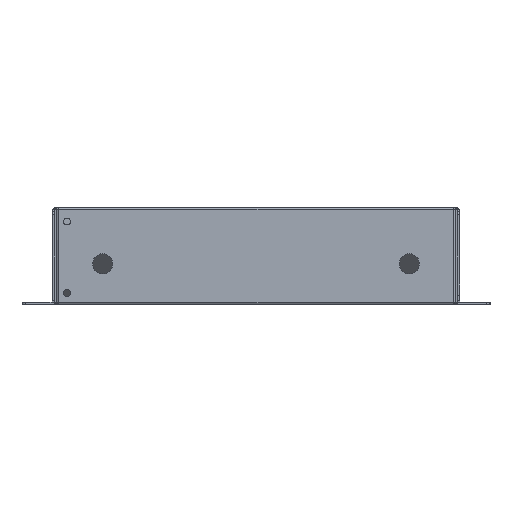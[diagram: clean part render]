
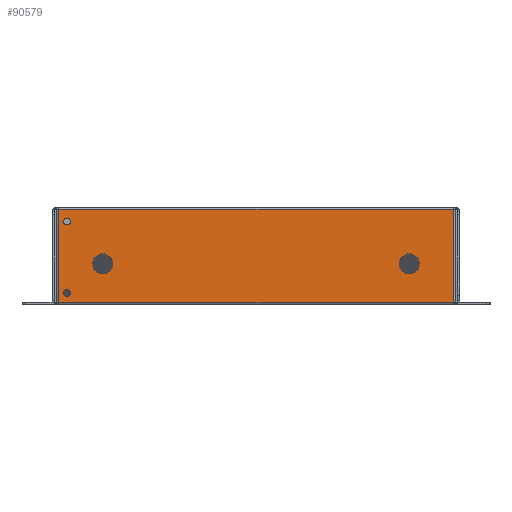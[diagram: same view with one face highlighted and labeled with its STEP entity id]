
A CAD part, front view. The second image highlights one B-rep face of the part: STEP entity #90579.
In plain terms, the highlighted planar face has unit normal (0, -1, 0).
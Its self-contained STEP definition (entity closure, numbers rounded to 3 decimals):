
#196 = CIRCLE ( 'NONE', #109317, 6.25 ) ;
#1489 = VERTEX_POINT ( 'NONE', #36472 ) ;
#2087 = LINE ( 'NONE', #99918, #70992 ) ;
#2549 = EDGE_CURVE ( 'NONE', #17267, #67143, #24545, .T. ) ;
#6006 = CIRCLE ( 'NONE', #103869, 6.25 ) ;
#6056 = CARTESIAN_POINT ( 'NONE',  ( 121.682, -508.689, -50.124 ) ) ;
#7736 = CARTESIAN_POINT ( 'NONE',  ( 113.799, -508.689, 3.448 ) ) ;
#7879 = EDGE_LOOP ( 'NONE', ( #82796, #57888 ) ) ;
#9415 = CIRCLE ( 'NONE', #24460, 2.1 ) ;
#10354 = CARTESIAN_POINT ( 'NONE',  ( 143.799, -508.689, -29.952 ) ) ;
#10484 = FACE_BOUND ( 'NONE', #113305, .T. ) ;
#12840 = EDGE_CURVE ( 'NONE', #83077, #1489, #70687, .T. ) ;
#12887 = EDGE_CURVE ( 'NONE', #91914, #68184, #25402, .T. ) ;
#17267 = VERTEX_POINT ( 'NONE', #48659 ) ;
#18051 = DIRECTION ( 'NONE',  ( 0., 1., 0. ) ) ;
#18351 = CARTESIAN_POINT ( 'NONE',  ( 121.679, -508.689, -5.824 ) ) ;
#18829 = EDGE_CURVE ( 'NONE', #48872, #30032, #87883, .T. ) ;
#19016 = CARTESIAN_POINT ( 'NONE',  ( 143.799, -508.689, -36.202 ) ) ;
#19173 = ORIENTED_EDGE ( 'NONE', *, *, #107135, .T. ) ;
#21363 = CARTESIAN_POINT ( 'NONE',  ( 333.799, -508.689, -36.202 ) ) ;
#22292 = CARTESIAN_POINT ( 'NONE',  ( 143.799, -508.689, -23.702 ) ) ;
#23548 = EDGE_CURVE ( 'NONE', #27560, #86727, #196, .T. ) ;
#24460 = AXIS2_PLACEMENT_3D ( 'NONE', #61438, #72033, #98558 ) ;
#24545 = CIRCLE ( 'NONE', #81056, 6.25 ) ;
#25402 = CIRCLE ( 'NONE', #46087, 2.1 ) ;
#25994 = LINE ( 'NONE', #7736, #104988 ) ;
#26870 = ORIENTED_EDGE ( 'NONE', *, *, #23548, .T. ) ;
#27025 = EDGE_CURVE ( 'NONE', #50372, #99893, #63674, .T. ) ;
#27560 = VERTEX_POINT ( 'NONE', #19016 ) ;
#27712 = CARTESIAN_POINT ( 'NONE',  ( 116.499, -508.689, 3.448 ) ) ;
#28751 = FACE_BOUND ( 'NONE', #95448, .T. ) ;
#29417 = CIRCLE ( 'NONE', #63236, 2.1 ) ;
#30032 = VERTEX_POINT ( 'NONE', #74472 ) ;
#30962 = DIRECTION ( 'NONE',  ( 0., 1., 0. ) ) ;
#31407 = DIRECTION ( 'NONE',  ( 0., 1., 0. ) ) ;
#31851 = DIRECTION ( 'NONE',  ( 0., -1., 0. ) ) ;
#33938 = EDGE_LOOP ( 'NONE', ( #86300, #90934, #44954, #73571 ) ) ;
#35443 = EDGE_CURVE ( 'NONE', #30032, #48872, #9415, .T. ) ;
#36472 = CARTESIAN_POINT ( 'NONE',  ( 361.099, -508.69, 3.448 ) ) ;
#37041 = AXIS2_PLACEMENT_3D ( 'NONE', #54036, #90017, #81730 ) ;
#37707 = DIRECTION ( 'NONE',  ( 0., 0., -1. ) ) ;
#41247 = DIRECTION ( 'NONE',  ( 0., 0., -1. ) ) ;
#41302 = ORIENTED_EDGE ( 'NONE', *, *, #35443, .F. ) ;
#41441 = CARTESIAN_POINT ( 'NONE',  ( 116.499, -508.689, 3.448 ) ) ;
#41549 = CARTESIAN_POINT ( 'NONE',  ( 333.799, -508.689, -29.952 ) ) ;
#41815 = CARTESIAN_POINT ( 'NONE',  ( 361.099, -508.69, -53.631 ) ) ;
#44954 = ORIENTED_EDGE ( 'NONE', *, *, #27025, .T. ) ;
#46087 = AXIS2_PLACEMENT_3D ( 'NONE', #106640, #105490, #41247 ) ;
#46112 = CARTESIAN_POINT ( 'NONE',  ( 121.679, -508.689, -1.624 ) ) ;
#46430 = PLANE ( 'NONE',  #116149 ) ;
#48659 = CARTESIAN_POINT ( 'NONE',  ( 333.799, -508.689, -23.702 ) ) ;
#48872 = VERTEX_POINT ( 'NONE', #6056 ) ;
#49012 = EDGE_LOOP ( 'NONE', ( #74986, #53372 ) ) ;
#49490 = CARTESIAN_POINT ( 'NONE',  ( 361.099, -508.69, -53.602 ) ) ;
#50372 = VERTEX_POINT ( 'NONE', #41441 ) ;
#53157 = EDGE_CURVE ( 'NONE', #68184, #91914, #29417, .T. ) ;
#53372 = ORIENTED_EDGE ( 'NONE', *, *, #85749, .T. ) ;
#54036 = CARTESIAN_POINT ( 'NONE',  ( 121.682, -508.689, -48.024 ) ) ;
#57888 = ORIENTED_EDGE ( 'NONE', *, *, #53157, .F. ) ;
#61438 = CARTESIAN_POINT ( 'NONE',  ( 121.682, -508.689, -48.024 ) ) ;
#62969 = FACE_BOUND ( 'NONE', #7879, .T. ) ;
#63236 = AXIS2_PLACEMENT_3D ( 'NONE', #76075, #31851, #111473 ) ;
#63674 = LINE ( 'NONE', #27712, #73707 ) ;
#65304 = FACE_OUTER_BOUND ( 'NONE', #33938, .T. ) ;
#66870 = CIRCLE ( 'NONE', #81953, 6.25 ) ;
#67143 = VERTEX_POINT ( 'NONE', #21363 ) ;
#68184 = VERTEX_POINT ( 'NONE', #46112 ) ;
#70687 = LINE ( 'NONE', #41815, #110073 ) ;
#70992 = VECTOR ( 'NONE', #73979, 1000. ) ;
#71326 = DIRECTION ( 'NONE',  ( 0., 0., 1. ) ) ;
#72033 = DIRECTION ( 'NONE',  ( 0., -1., 0. ) ) ;
#72638 = ORIENTED_EDGE ( 'NONE', *, *, #18829, .F. ) ;
#73563 = DIRECTION ( 'NONE',  ( 0., 1., 0. ) ) ;
#73571 = ORIENTED_EDGE ( 'NONE', *, *, #79533, .T. ) ;
#73707 = VECTOR ( 'NONE', #37707, 1000. ) ;
#73979 = DIRECTION ( 'NONE',  ( 1., 0., 0. ) ) ;
#74472 = CARTESIAN_POINT ( 'NONE',  ( 121.682, -508.689, -45.924 ) ) ;
#74986 = ORIENTED_EDGE ( 'NONE', *, *, #2549, .T. ) ;
#76075 = CARTESIAN_POINT ( 'NONE',  ( 121.679, -508.689, -3.724 ) ) ;
#78427 = DIRECTION ( 'NONE',  ( 0., 1., 0. ) ) ;
#78964 = DIRECTION ( 'NONE',  ( 0., 0., 1. ) ) ;
#79011 = CARTESIAN_POINT ( 'NONE',  ( 143.799, -508.689, -29.952 ) ) ;
#79533 = EDGE_CURVE ( 'NONE', #99893, #83077, #2087, .T. ) ;
#79570 = DIRECTION ( 'NONE',  ( 0., 0., 1. ) ) ;
#80316 = EDGE_CURVE ( 'NONE', #50372, #1489, #25994, .T. ) ;
#81056 = AXIS2_PLACEMENT_3D ( 'NONE', #112784, #31407, #79570 ) ;
#81730 = DIRECTION ( 'NONE',  ( 0., 0., -1. ) ) ;
#81953 = AXIS2_PLACEMENT_3D ( 'NONE', #10354, #18051, #91118 ) ;
#82427 = DIRECTION ( 'NONE',  ( 0., 0., 1. ) ) ;
#82796 = ORIENTED_EDGE ( 'NONE', *, *, #12887, .F. ) ;
#83077 = VERTEX_POINT ( 'NONE', #49490 ) ;
#85203 = DIRECTION ( 'NONE',  ( 0., 0., 1. ) ) ;
#85749 = EDGE_CURVE ( 'NONE', #67143, #17267, #6006, .T. ) ;
#86300 = ORIENTED_EDGE ( 'NONE', *, *, #12840, .T. ) ;
#86727 = VERTEX_POINT ( 'NONE', #22292 ) ;
#87883 = CIRCLE ( 'NONE', #37041, 2.1 ) ;
#90017 = DIRECTION ( 'NONE',  ( 0., -1., 0. ) ) ;
#90114 = FACE_BOUND ( 'NONE', #49012, .T. ) ;
#90579 = ADVANCED_FACE ( 'NONE', ( #62969, #28751, #10484, #90114, #65304 ), #46430, .F. ) ;
#90934 = ORIENTED_EDGE ( 'NONE', *, *, #80316, .F. ) ;
#91118 = DIRECTION ( 'NONE',  ( 0., 0., 1. ) ) ;
#91914 = VERTEX_POINT ( 'NONE', #18351 ) ;
#95448 = EDGE_LOOP ( 'NONE', ( #72638, #41302 ) ) ;
#95578 = DIRECTION ( 'NONE',  ( 1., 0., 0. ) ) ;
#98558 = DIRECTION ( 'NONE',  ( 0., 0., -1. ) ) ;
#99519 = CARTESIAN_POINT ( 'NONE',  ( 113.799, -508.689, 4.798 ) ) ;
#99893 = VERTEX_POINT ( 'NONE', #103126 ) ;
#99918 = CARTESIAN_POINT ( 'NONE',  ( 116.469, -508.689, -53.602 ) ) ;
#103126 = CARTESIAN_POINT ( 'NONE',  ( 116.499, -508.689, -53.602 ) ) ;
#103869 = AXIS2_PLACEMENT_3D ( 'NONE', #41549, #30962, #85203 ) ;
#104988 = VECTOR ( 'NONE', #95578, 1000. ) ;
#105490 = DIRECTION ( 'NONE',  ( 0., -1., 0. ) ) ;
#106640 = CARTESIAN_POINT ( 'NONE',  ( 121.679, -508.689, -3.724 ) ) ;
#107135 = EDGE_CURVE ( 'NONE', #86727, #27560, #66870, .T. ) ;
#109317 = AXIS2_PLACEMENT_3D ( 'NONE', #79011, #78427, #71326 ) ;
#110073 = VECTOR ( 'NONE', #78964, 1000. ) ;
#111473 = DIRECTION ( 'NONE',  ( 0., 0., -1. ) ) ;
#112784 = CARTESIAN_POINT ( 'NONE',  ( 333.799, -508.689, -29.952 ) ) ;
#113305 = EDGE_LOOP ( 'NONE', ( #19173, #26870 ) ) ;
#116149 = AXIS2_PLACEMENT_3D ( 'NONE', #99519, #73563, #82427 ) ;
